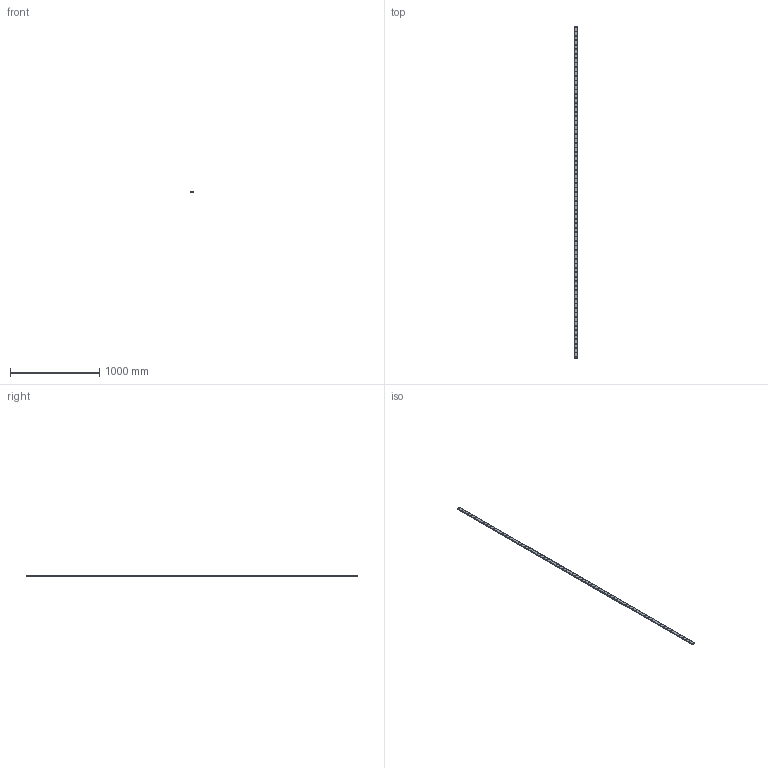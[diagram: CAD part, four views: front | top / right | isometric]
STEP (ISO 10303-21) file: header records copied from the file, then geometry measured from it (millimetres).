
FILE_DESCRIPTION(('STEP AP214'),'1');
FILE_NAME('cctmp_8DB799B3-8EAD-4431-8F39-16FD5402C174_2021_03_03_10_12_49_0507..stp','2021-03-03T09:12:50',('HIWIN GmbH'),('CADClick - www.CADClick.com'),'Spatial InterOp 3D',' ','unknown authorization');
FILE_SCHEMA(('AUTOMOTIVE_DESIGN'));
Length unit declared in the file: millimetre
Products named in the file (1): WER21R3720H_FILE
Bounding box: 37 x 3720 x 11 mm (x, y, z)
Volume: 1378203 mm3; surface area: 402616.7 mm2
Topology: 1 solids, 1 shells, 1453 faces, 2991 edges, 1994 vertices
Faces by surface type: cylinder 918, plane 535
Entity records: 50949 total; most frequent: DIRECTION 7735, CARTESIAN_POINT 6439, ORIENTED_EDGE 5982, AXIS2_PLACEMENT_3D 3290, EDGE_CURVE 2991, VERTEX_POINT 1994, EDGE_LOOP 1907, CIRCLE 1836
